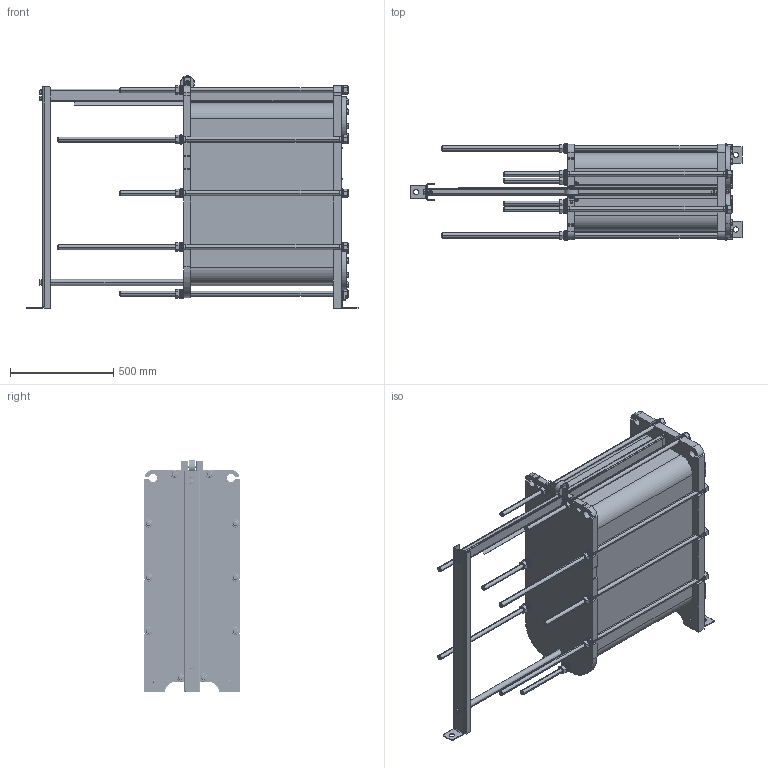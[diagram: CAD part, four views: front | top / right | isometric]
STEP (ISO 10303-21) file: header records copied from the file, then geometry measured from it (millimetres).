
FILE_DESCRIPTION(('TFLEX Exchange Step'),'2;1');
FILE_NAME('21_22_16_1400_179-232.stp', '2025-05-28T13:54:10+03:00',('RUCO2512'),('Unknown organisation'),'TFLEX Exchange 2024.4','T-FLEX CAD','Unknown authorisation');
FILE_SCHEMA( ('AP203_CONFIGURATION_CONTROLLED_3D_DESIGN_OF_MECHANICAL_PARTS_AND_ASSEMBLIES_MIM_LF') );
Length unit declared in the file: millimetre
Products named in the file (72): 3D Узел_1; 3D Узел_3; 0; Болт М16x40 ГОСТ 7798; Шайба 16 ГОСТ 10463:22; Шайба 16 ГОСТ 10463; Шайба A.16 ГОСТ 11371; Болт М16x70 ГОСТ 7798; 3D фрагмент_21; Шайба A.10 ГОСТ 11371; Гайка М10 ГОСТ 5915; 3D фрагмент_49; 3D фрагмент_48; Шайба 10 ГОСТ 10463:17; Шайба 10 ГОСТ 10463; Болт М10x55 ГОСТ 7798; Гайка М24 ГОСТ 5915; Шайба 24 ГОСТ 10463:23; Шайба 24 ГОСТ 10463; Шайба A.24 ГОСТ 11371; Шайба 24Л ГОСТ 6402; Болт М12x40 ГОСТ 7798; Шайба 12 ГОСТ 10463:18; Шайба 12 ГОСТ 10463; Шайба A.12 ГОСТ 11371; Болт М10x80 ГОСТ 7798; Болт М12x80 ГОСТ 7798; Болт М16x50 ГОСТ 7798; Фланец ТР_21; 3D фрагмент_19; 3D фрагмент_18; Гайка М24 ГОСТ 9064; 3D фрагмент_2; 3D фрагмент_16; 3D фрагмент_14; 3D фрагмент_12; 3D фрагмент_11; 3D фрагмент_9; 3D фрагмент_8; 3D фрагмент_4 ...
Assembly tree (558 placements, depth 3):
  ДФВЛ.065145.020 - НН№21_22_ О_С-16
    0
      3D Узел_1
      3D Узел_3
    Болт М16x40 ГОСТ 7798
    Шайба 16 ГОСТ 10463
      Шайба 16 ГОСТ 10463:22  x22
    Шайба A.16 ГОСТ 11371  x3
    Болт М16x70 ГОСТ 7798
    Шайба 16 ГОСТ 10463
      Шайба 16 ГОСТ 10463:22  x22
    3D фрагмент_21
    Шайба A.10 ГОСТ 11371  x4
    Гайка М10 ГОСТ 5915  x3
    3D фрагмент_49
    3D фрагмент_48
    Шайба 10 ГОСТ 10463
      Шайба 10 ГОСТ 10463:17  x16
    Болт М10x55 ГОСТ 7798
    Гайка М24 ГОСТ 5915
    Шайба 24 ГОСТ 10463
      Шайба 24 ГОСТ 10463:23  x22
    Шайба A.24 ГОСТ 11371
    Шайба 24Л ГОСТ 6402
    Болт М12x40 ГОСТ 7798
    Шайба 12 ГОСТ 10463
      Шайба 12 ГОСТ 10463:18  x18
    Шайба A.12 ГОСТ 11371  x2
    Болт М10x80 ГОСТ 7798
    Болт М16x40 ГОСТ 7798
    Шайба 16 ГОСТ 10463
      Шайба 16 ГОСТ 10463:22  x22
    Болт М12x80 ГОСТ 7798
    Шайба 12 ГОСТ 10463
      Шайба 12 ГОСТ 10463:18  x18
    Болт М16x50 ГОСТ 7798
    Фланец ТР_21
    3D фрагмент_19
    3D фрагмент_18  x4
    3D фрагмент_16
      Гайка М24 ГОСТ 9064
      3D фрагмент_2
    3D фрагмент_14
      Гайка М24 ГОСТ 9064
      3D фрагмент_2
    3D фрагмент_12
    3D фрагмент_11  x2
    3D фрагмент_9
    3D фрагмент_8
    3D фрагмент_7
      3D фрагмент_4
      3D фрагмент_3  x2
    3D фрагмент_6
    3D фрагмент_5
    3D фрагмент_3
    3D фрагмент_2
    3D фрагмент_1
    3D фрагмент_49:2  x3
    Тело_45 - Копия_1:2  x8
    Тело_45 - Копия_1:2  x176
Bounding box: 1604 x 464 x 1123 mm (x, y, z)
Volume: 246808996.1 mm3; surface area: 8398938.1 mm2
Topology: 591 solids, 591 shells, 4849 faces, 10616 edges, 6827 vertices
Faces by surface type: plane 2774, cylinder 1472, cone 505, torus 98
Full cylindrical faces by diameter (mm): 4 x4, 4.8 x4, 8.376 x4, 10 x3, 10.106 x4, 11.5 x5, 12 x4, 13 x3, 13.835 x36, 16 x36, 17 x1, 18 x34, 20.752 x10, 25 x23, 29 x20, 43 x20, 68 x1, 105 x4, 106 x4, 161 x4
Entity records: 48498 total; most frequent: CARTESIAN_POINT 10958, DIRECTION 8126, ORIENTED_EDGE 6508, EDGE_CURVE 3254, AXIS2_PLACEMENT_3D 3148, VERTEX_POINT 2088, VECTOR 1830, LINE 1830
